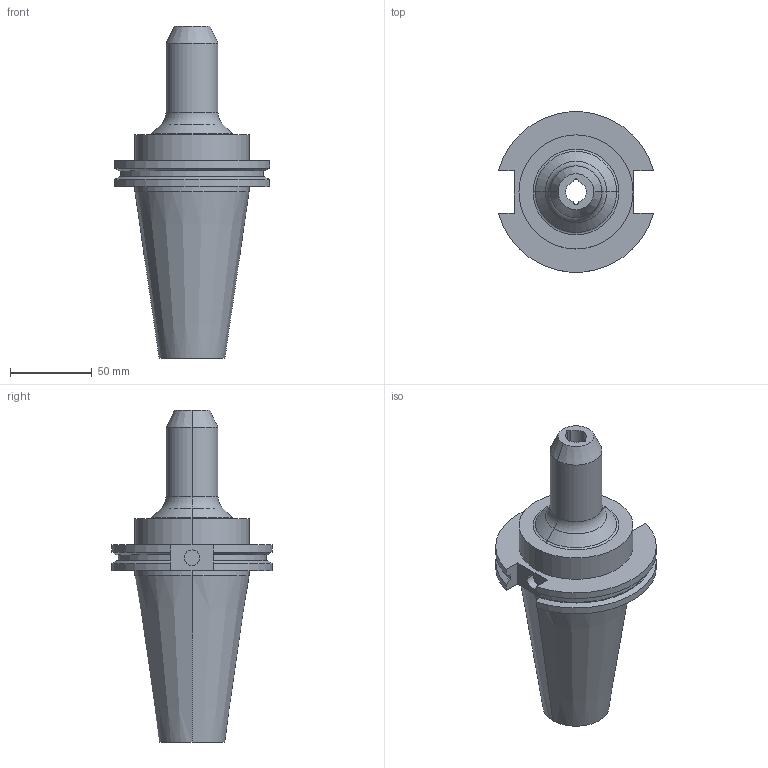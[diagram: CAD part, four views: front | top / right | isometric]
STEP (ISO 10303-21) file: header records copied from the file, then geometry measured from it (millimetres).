
FILE_DESCRIPTION (( 'STEP AP203' ), '1' );
FILE_NAME ('STP-SATE-22937B.STEP', '2018-08-27T01:50:13', ( '' ), ( '' ), 'SwSTEP 2.0', 'SolidWorks 2015', '' );
FILE_SCHEMA (( 'CONFIG_CONTROL_DESIGN' ));
Length unit declared in the file: millimetre
Products named in the file (1): STP-SATE-22937B
Bounding box: 94.95 x 98.05 x 203.2 mm (x, y, z)
Volume: 431159.5 mm3; surface area: 56677.7 mm2
Topology: 1 solids, 1 shells, 64 faces, 152 edges, 96 vertices
Faces by surface type: cylinder 28, plane 18, cone 14, torus 4
Entity records: 1953 total; most frequent: DIRECTION 350, CARTESIAN_POINT 337, ORIENTED_EDGE 304, EDGE_CURVE 152, AXIS2_PLACEMENT_3D 141, VERTEX_POINT 96, CIRCLE 76, EDGE_LOOP 72
